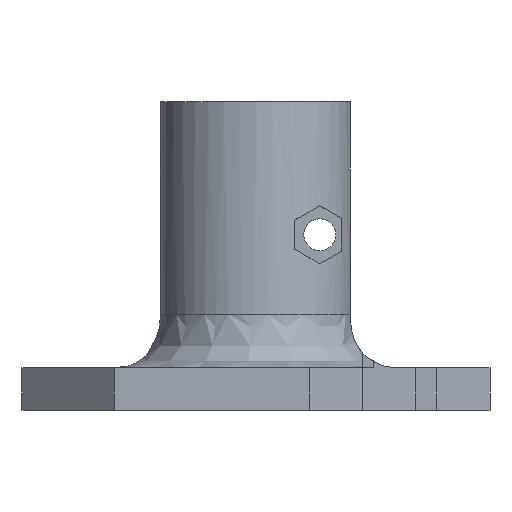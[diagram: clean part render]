
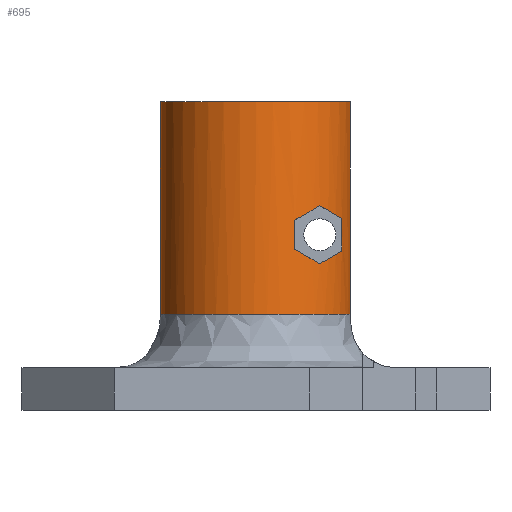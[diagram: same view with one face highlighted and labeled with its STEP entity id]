
A CAD part, front view. The second image highlights one B-rep face of the part: STEP entity #695.
In plain terms, the highlighted cylindrical face has radius 9 mm (diameter 18 mm), a partial arc.
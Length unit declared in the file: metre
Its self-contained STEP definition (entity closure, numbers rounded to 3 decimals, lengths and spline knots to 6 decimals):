
#43=ELLIPSE('',#748,0.010392,0.009);
#44=ELLIPSE('',#749,0.010392,0.009);
#45=ELLIPSE('',#750,0.010392,0.009);
#46=ELLIPSE('',#751,0.010392,0.009);
#47=CIRCLE('',#747,0.009);
#60=B_SPLINE_CURVE_WITH_KNOTS('',3,(#987,#988,#989,#990,#991,#992,#993,
#994,#995,#996,#997),.UNSPECIFIED.,.F.,.F.,(4,1,1,1,1,1,1,1,4),(0.,0.125,
0.25,0.375,0.5,0.624999,
0.749999,0.874999,0.999999),.UNSPECIFIED.);
#61=B_SPLINE_CURVE_WITH_KNOTS('',3,(#1014,#1015,#1016,#1017,#1018,#1019,
#1020,#1021,#1022,#1023,#1024,#1025,#1026),.UNSPECIFIED.,.F.,.F.,(4,1,1,
1,1,1,1,1,1,1,4),(0.,0.002043,0.004086,0.006129,
0.00715,0.008172,0.009193,0.010215,
0.012258,0.014301,0.016343),.UNSPECIFIED.);
#70=ORIENTED_EDGE('',*,*,#268,.F.);
#71=ORIENTED_EDGE('',*,*,#269,.T.);
#72=ORIENTED_EDGE('',*,*,#270,.T.);
#73=ORIENTED_EDGE('',*,*,#271,.F.);
#74=ORIENTED_EDGE('',*,*,#272,.T.);
#75=ORIENTED_EDGE('',*,*,#273,.T.);
#76=ORIENTED_EDGE('',*,*,#274,.T.);
#77=ORIENTED_EDGE('',*,*,#275,.F.);
#78=ORIENTED_EDGE('',*,*,#276,.T.);
#79=ORIENTED_EDGE('',*,*,#277,.T.);
#80=ORIENTED_EDGE('',*,*,#278,.F.);
#81=ORIENTED_EDGE('',*,*,#279,.T.);
#268=EDGE_CURVE('',#367,#368,#436,.F.);
#269=EDGE_CURVE('',#367,#369,#60,.T.);
#270=EDGE_CURVE('',#369,#370,#437,.F.);
#271=EDGE_CURVE('',#368,#370,#47,.T.);
#272=EDGE_CURVE('',#371,#372,#438,.F.);
#273=EDGE_CURVE('',#372,#373,#43,.T.);
#274=EDGE_CURVE('',#373,#374,#44,.T.);
#275=EDGE_CURVE('',#375,#374,#439,.F.);
#276=EDGE_CURVE('',#375,#376,#45,.T.);
#277=EDGE_CURVE('',#376,#371,#46,.T.);
#278=EDGE_CURVE('',#377,#378,#61,.T.);
#279=EDGE_CURVE('',#377,#378,#440,.F.);
#367=VERTEX_POINT('',#985);
#368=VERTEX_POINT('',#986);
#369=VERTEX_POINT('',#998);
#370=VERTEX_POINT('',#1000);
#371=VERTEX_POINT('',#1003);
#372=VERTEX_POINT('',#1004);
#373=VERTEX_POINT('',#1006);
#374=VERTEX_POINT('',#1008);
#375=VERTEX_POINT('',#1010);
#376=VERTEX_POINT('',#1012);
#377=VERTEX_POINT('',#1027);
#378=VERTEX_POINT('',#1028);
#436=LINE('',#984,#508);
#437=LINE('',#999,#509);
#438=LINE('',#1002,#510);
#439=LINE('',#1009,#511);
#440=LINE('',#1029,#512);
#508=VECTOR('',#804,1.);
#509=VECTOR('',#805,1.);
#510=VECTOR('',#808,1.);
#511=VECTOR('',#813,1.);
#512=VECTOR('',#818,1.);
#580=EDGE_LOOP('',(#70,#71,#72,#73));
#581=EDGE_LOOP('',(#74,#75,#76,#77,#78,#79));
#582=EDGE_LOOP('',(#80,#81));
#634=FACE_BOUND('',#580,.T.);
#635=FACE_BOUND('',#581,.T.);
#636=FACE_BOUND('',#582,.T.);
#688=CYLINDRICAL_SURFACE('',#746,0.009);
#695=ADVANCED_FACE('',(#634,#635,#636),#688,.T.);
#746=AXIS2_PLACEMENT_3D('',#983,#802,#803);
#747=AXIS2_PLACEMENT_3D('',#1001,#806,#807);
#748=AXIS2_PLACEMENT_3D('',#1005,#809,#810);
#749=AXIS2_PLACEMENT_3D('',#1007,#811,#812);
#750=AXIS2_PLACEMENT_3D('',#1011,#814,#815);
#751=AXIS2_PLACEMENT_3D('',#1013,#816,#817);
#802=DIRECTION('',(0.,0.,-1.));
#803=DIRECTION('',(-1.,0.,0.));
#804=DIRECTION('',(0.,0.,-1.));
#805=DIRECTION('',(0.,0.,-1.));
#806=DIRECTION('',(0.,0.,1.));
#807=DIRECTION('',(1.,0.,0.));
#808=DIRECTION('',(0.,0.,-1.));
#809=DIRECTION('',(-0.5,0.,0.866));
#810=DIRECTION('',(-0.866,0.,-0.5));
#811=DIRECTION('',(0.5,0.,0.866));
#812=DIRECTION('',(0.866,0.,-0.5));
#813=DIRECTION('',(0.,0.,-1.));
#814=DIRECTION('',(0.5,0.,-0.866));
#815=DIRECTION('',(-0.866,0.,-0.5));
#816=DIRECTION('',(-0.5,0.,-0.866));
#817=DIRECTION('',(0.866,0.,-0.5));
#818=DIRECTION('',(0.,0.,-1.));
#983=CARTESIAN_POINT('',(0.,0.,0.1252));
#984=CARTESIAN_POINT('',(0.008874,0.0015,0.1252));
#985=CARTESIAN_POINT('',(0.008874,0.0015,0.1052));
#986=CARTESIAN_POINT('',(0.008874,0.0015,0.1252));
#987=CARTESIAN_POINT('',(0.008874,0.0015,0.1052));
#988=CARTESIAN_POINT('',(0.008502,0.003699,0.1052));
#989=CARTESIAN_POINT('',(0.006049,0.007795,0.1052));
#990=CARTESIAN_POINT('',(-0.000825,0.009834,0.1052));
#991=CARTESIAN_POINT('',(-0.007264,0.00668,0.1052));
#992=CARTESIAN_POINT('',(-0.009868,0.,0.1052));
#993=CARTESIAN_POINT('',(-0.007264,-0.00668,0.1052));
#994=CARTESIAN_POINT('',(-0.000825,-0.009834,0.1052));
#995=CARTESIAN_POINT('',(0.006049,-0.007795,0.1052));
#996=CARTESIAN_POINT('',(0.008502,-0.003699,0.1052));
#997=CARTESIAN_POINT('',(0.008874,-0.0015,0.1052));
#998=CARTESIAN_POINT('',(0.008874,-0.0015,0.1052));
#999=CARTESIAN_POINT('',(0.008874,-0.0015,0.1252));
#1000=CARTESIAN_POINT('',(0.008874,-0.0015,0.1252));
#1001=CARTESIAN_POINT('',(0.,0.,0.1252));
#1002=CARTESIAN_POINT('',(0.003636,-0.008233,0.1252));
#1003=CARTESIAN_POINT('',(0.003636,-0.008233,0.111335));
#1004=CARTESIAN_POINT('',(0.003636,-0.008233,0.114065));
#1005=CARTESIAN_POINT('',(0.,0.,0.111966));
#1006=CARTESIAN_POINT('',(0.006,-0.006708,0.11543));
#1007=CARTESIAN_POINT('',(0.,0.,0.118894));
#1008=CARTESIAN_POINT('',(0.008062,-0.004,0.114239));
#1009=CARTESIAN_POINT('',(0.008062,-0.004,0.1252));
#1010=CARTESIAN_POINT('',(0.008062,-0.004,0.111161));
#1011=CARTESIAN_POINT('',(0.,0.,0.106506));
#1012=CARTESIAN_POINT('',(0.006,-0.006708,0.10997));
#1013=CARTESIAN_POINT('',(0.,0.,0.113434));
#1014=CARTESIAN_POINT('',(0.008158,0.0038,0.111439));
#1015=CARTESIAN_POINT('',(0.007922,0.004308,0.111034));
#1016=CARTESIAN_POINT('',(0.007299,0.005385,0.11044));
#1017=CARTESIAN_POINT('',(0.005918,0.006895,0.110033));
#1018=CARTESIAN_POINT('',(0.00445,0.007856,0.110551));
#1019=CARTESIAN_POINT('',(0.003651,0.008229,0.111654));
#1020=CARTESIAN_POINT('',(0.003427,0.008321,0.112685));
#1021=CARTESIAN_POINT('',(0.00364,0.008234,0.113722));
#1022=CARTESIAN_POINT('',(0.004435,0.007864,0.11484));
#1023=CARTESIAN_POINT('',(0.005903,0.006909,0.115368));
#1024=CARTESIAN_POINT('',(0.007296,0.00539,0.114964));
#1025=CARTESIAN_POINT('',(0.007921,0.004309,0.114367));
#1026=CARTESIAN_POINT('',(0.008158,0.0038,0.113961));
#1027=CARTESIAN_POINT('',(0.008158,0.0038,0.111439));
#1028=CARTESIAN_POINT('',(0.008158,0.0038,0.113961));
#1029=CARTESIAN_POINT('',(0.008158,0.0038,0.1252));
